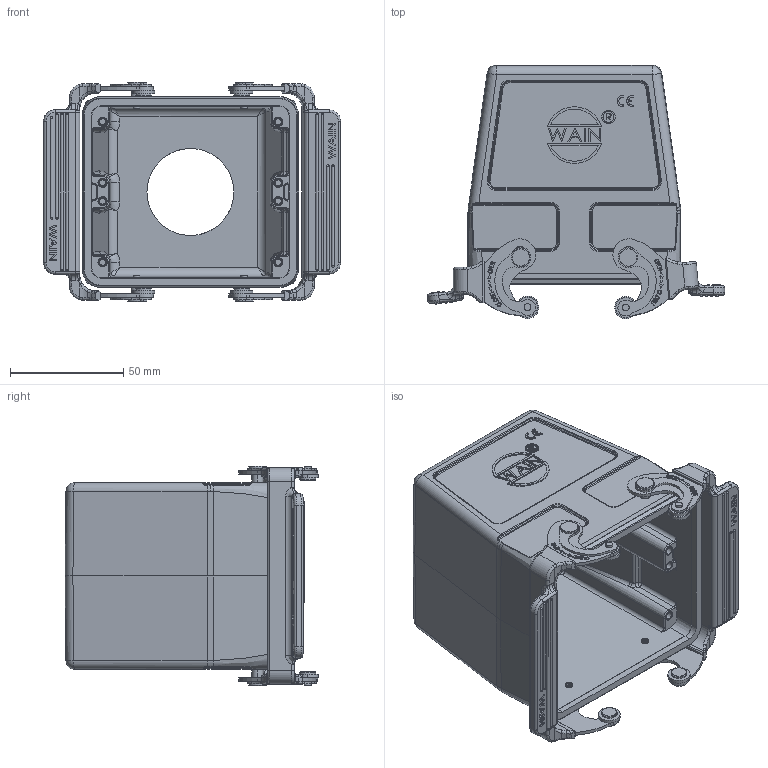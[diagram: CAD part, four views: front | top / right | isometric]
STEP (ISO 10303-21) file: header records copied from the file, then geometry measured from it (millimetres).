
FILE_DESCRIPTION(/* description */ (''),/* implementation_level */ '2;1');
FILE_NAME(/* name */ '3D_1110327411005_H32B-CCT-2L_SC-M40_V1.1.stp',/* time_stamp */ '2024-04-02T13:10:35+08:00',/* author */ (''),/* organization */ (''),/* preprocessor_version */ 'ST-DEVELOPER v18.1',/* originating_system */ 'SIEMENS PLM Software NX 1980',/* authorisation */ '');
FILE_SCHEMA (('AUTOMOTIVE_DESIGN { 1 0 10303 214 3 1 1 1 }'));
Products named in the file (1): 3D_1110327411004_H32B-CCT-2L_SC-M32_V1.1
Bounding box: 131.12 x 111.96 x 97 mm (x, y, z)
Volume: 188566.3 mm3; surface area: 91648.5 mm2
Topology: 1 solids, 1 shells, 1976 faces, 5103 edges, 3256 vertices
Faces by surface type: plane 843, cylinder 679, torus 177, cone 85, bspline 84, extrusion 70, sphere 38
Entity records: 87645 total; most frequent: CARTESIAN_POINT 33544, ORIENTED_EDGE 10098, DIRECTION 8520, EDGE_CURVE 5049, VERTEX_POINT 3256, AXIS2_PLACEMENT_3D 3061, VECTOR 2398, LINE 2328
